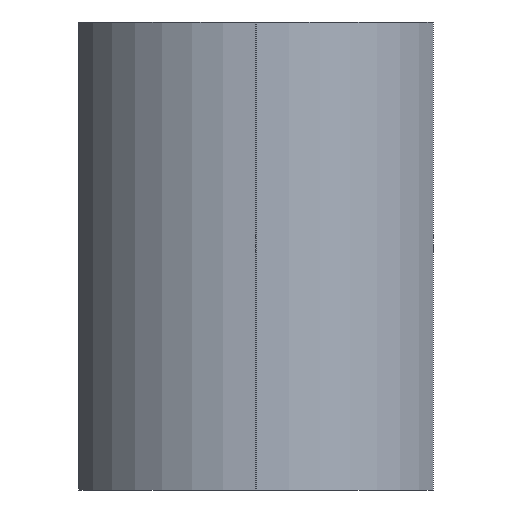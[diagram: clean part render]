
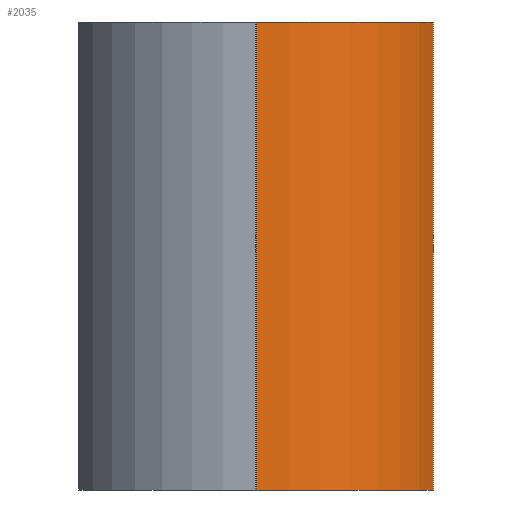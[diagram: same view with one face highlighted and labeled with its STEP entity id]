
A CAD part, left-side view. The second image highlights one B-rep face of the part: STEP entity #2035.
In plain terms, the highlighted cylindrical face has radius 7.5 mm (diameter 15 mm), a partial arc.
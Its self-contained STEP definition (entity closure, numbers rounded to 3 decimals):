
#425 = CARTESIAN_POINT ( 'NONE',  ( -7.5, -0.01, -9.25 ) ) ;
#499 = CARTESIAN_POINT ( 'NONE',  ( -2.693, -7., -9.25 ) ) ;
#622 = AXIS2_PLACEMENT_3D ( 'NONE', #1054, #2013, #2996 ) ;
#643 = CARTESIAN_POINT ( 'NONE',  ( -2.693, -7., -9.25 ) ) ;
#762 = VERTEX_POINT ( 'NONE', #643 ) ;
#812 = CIRCLE ( 'NONE', #1290, 7.5 ) ;
#830 = DIRECTION ( 'NONE',  ( 0., 0., 1. ) ) ;
#875 = EDGE_CURVE ( 'NONE', #941, #910, #1497, .T. ) ;
#884 = VECTOR ( 'NONE', #3107, 1000. ) ;
#896 = FACE_OUTER_BOUND ( 'NONE', #2603, .T. ) ;
#906 = EDGE_CURVE ( 'NONE', #2635, #941, #1577, .T. ) ;
#910 = VERTEX_POINT ( 'NONE', #1851 ) ;
#941 = VERTEX_POINT ( 'NONE', #1411 ) ;
#948 = EDGE_CURVE ( 'NONE', #910, #762, #2505, .T. ) ;
#991 = CYLINDRICAL_SURFACE ( 'NONE', #622, 7.5 ) ;
#1054 = CARTESIAN_POINT ( 'NONE',  ( 0., 0., -9.25 ) ) ;
#1290 = AXIS2_PLACEMENT_3D ( 'NONE', #1793, #830, #2278 ) ;
#1381 = CARTESIAN_POINT ( 'NONE',  ( -7.5, -0.01, -9.25 ) ) ;
#1411 = CARTESIAN_POINT ( 'NONE',  ( -7.5, -0.01, 9.25 ) ) ;
#1497 = CIRCLE ( 'NONE', #1635, 7.5 ) ;
#1577 = LINE ( 'NONE', #1381, #884 ) ;
#1635 = AXIS2_PLACEMENT_3D ( 'NONE', #3097, #1636, #2113 ) ;
#1636 = DIRECTION ( 'NONE',  ( 0., 0., 1. ) ) ;
#1745 = ORIENTED_EDGE ( 'NONE', *, *, #948, .F. ) ;
#1793 = CARTESIAN_POINT ( 'NONE',  ( 0., 0., -9.25 ) ) ;
#1851 = CARTESIAN_POINT ( 'NONE',  ( -2.693, -7., 9.25 ) ) ;
#2013 = DIRECTION ( 'NONE',  ( 0., 0., 1. ) ) ;
#2035 = ADVANCED_FACE ( 'NONE', ( #896 ), #991, .T. ) ;
#2095 = EDGE_CURVE ( 'NONE', #2635, #762, #812, .T. ) ;
#2113 = DIRECTION ( 'NONE',  ( 1., 0., 0. ) ) ;
#2151 = ORIENTED_EDGE ( 'NONE', *, *, #906, .F. ) ;
#2167 = CARTESIAN_POINT ( 'NONE',  ( -2.693, -7., -3.083 ) ) ;
#2176 = ORIENTED_EDGE ( 'NONE', *, *, #875, .F. ) ;
#2278 = DIRECTION ( 'NONE',  ( 1., 0., 0. ) ) ;
#2505 = B_SPLINE_CURVE_WITH_KNOTS ( 'NONE', 3,
 ( #2899, #2890, #2167, #499 ),
 .UNSPECIFIED., .F., .F.,
 ( 4, 4 ),
 ( 0., 1. ),
 .UNSPECIFIED. ) ;
#2603 = EDGE_LOOP ( 'NONE', ( #1745, #2176, #2151, #2726 ) ) ;
#2635 = VERTEX_POINT ( 'NONE', #425 ) ;
#2726 = ORIENTED_EDGE ( 'NONE', *, *, #2095, .T. ) ;
#2890 = CARTESIAN_POINT ( 'NONE',  ( -2.693, -7., 3.083 ) ) ;
#2899 = CARTESIAN_POINT ( 'NONE',  ( -2.693, -7., 9.25 ) ) ;
#2996 = DIRECTION ( 'NONE',  ( 1., 0., 0. ) ) ;
#3097 = CARTESIAN_POINT ( 'NONE',  ( 0., 0., 9.25 ) ) ;
#3107 = DIRECTION ( 'NONE',  ( 0., 0., 1. ) ) ;
